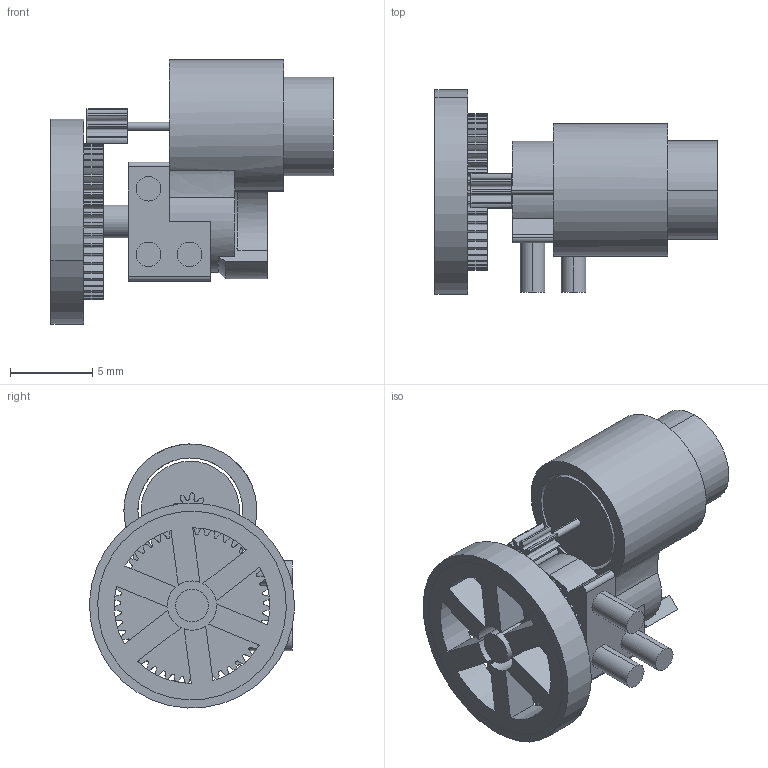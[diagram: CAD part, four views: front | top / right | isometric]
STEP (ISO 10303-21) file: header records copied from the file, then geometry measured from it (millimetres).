
FILE_DESCRIPTION (( 'STEP AP203' ), '1' );
FILE_NAME ('L_Assem.STEP', '2022-08-18T09:33:06', ( '' ), ( '' ), 'SwSTEP 2.0', 'SolidWorks 2022', '' );
FILE_SCHEMA (( 'CONFIG_CONTROL_DESIGN' ));
Length unit declared in the file: millimetre
Products named in the file (11): mushak_motor; New_mount_2; Assem2; mushak_wheels; SpurGear (1)_GearTrax; L_Assem; single row radial ball bearing_is_IS 6455 SR - 18-1.5-S; mushak_Wheel; mushak_shaft; SpurPinion_GearTrax; mushak_rims
Assembly tree (11 placements, depth 3):
  L_Assem
    mushak_shaft
    New_mount_2
    Assem2
      mushak_motor
      SpurPinion_GearTrax
    SpurGear (1)_GearTrax
    mushak_Wheel
      mushak_wheels
      mushak_rims
    single row radial ball bearing_is_IS 6455 SR - 18-1.5-S  x2
Bounding box: 17.2 x 12.49 x 16.09 mm (x, y, z)
Volume: 855.7 mm3; surface area: 1858 mm2
Topology: 9 solids, 9 shells, 267 faces, 694 edges, 451 vertices
Faces by surface type: cylinder 132, bspline 59, plane 52, torus 24
Entity records: 20915 total; most frequent: CARTESIAN_POINT 13881, ORIENTED_EDGE 1276, DIRECTION 1178, EDGE_CURVE 638, AXIS2_PLACEMENT_3D 471, VERTEX_POINT 419, CIRCLE 275, EDGE_LOOP 257
